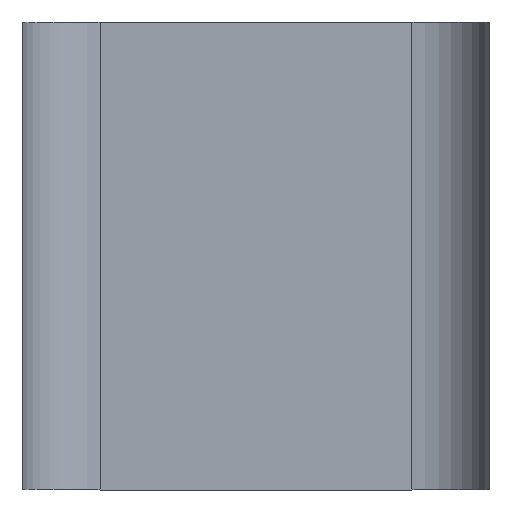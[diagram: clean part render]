
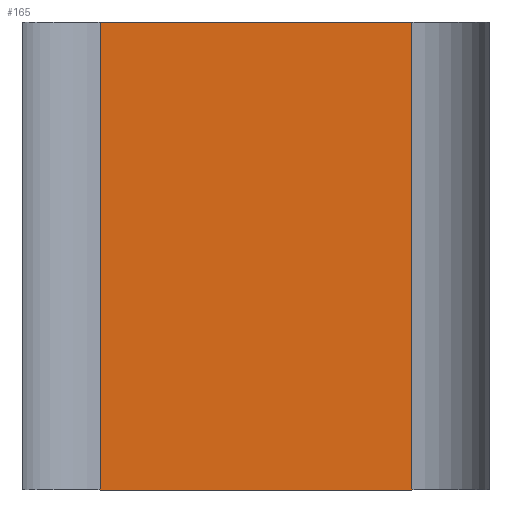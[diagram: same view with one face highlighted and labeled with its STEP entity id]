
A CAD part, top view. The second image highlights one B-rep face of the part: STEP entity #165.
In plain terms, the highlighted planar face has unit normal (0, 0, -1).
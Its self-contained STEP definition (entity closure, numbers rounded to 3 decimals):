
#60 = CYLINDRICAL_SURFACE('',#61,5.);
#61 = AXIS2_PLACEMENT_3D('',#62,#63,#64);
#62 = CARTESIAN_POINT('',(25.,5.,5.87));
#63 = DIRECTION('',(0.,-1.,0.));
#64 = DIRECTION('',(0.,0.,-1.));
#106 = VERTEX_POINT('',#107);
#107 = CARTESIAN_POINT('',(25.,-25.,0.87));
#122 = EDGE_CURVE('',#123,#106,#125,.T.);
#123 = VERTEX_POINT('',#124);
#124 = CARTESIAN_POINT('',(25.,5.,0.87));
#125 = SURFACE_CURVE('',#126,(#130,#137),.PCURVE_S1.);
#126 = LINE('',#127,#128);
#127 = CARTESIAN_POINT('',(25.,5.,0.87));
#128 = VECTOR('',#129,1.);
#129 = DIRECTION('',(0.,-1.,0.));
#130 = PCURVE('',#60,#131);
#131 = DEFINITIONAL_REPRESENTATION('',(#132),#136);
#132 = LINE('',#133,#134);
#133 = CARTESIAN_POINT('',(0.,0.));
#134 = VECTOR('',#135,1.);
#135 = DIRECTION('',(0.,1.));
#136 = ( GEOMETRIC_REPRESENTATION_CONTEXT(2) 
PARAMETRIC_REPRESENTATION_CONTEXT() REPRESENTATION_CONTEXT('2D SPACE',''
  ) );
#137 = PCURVE('',#138,#143);
#138 = PLANE('',#139);
#139 = AXIS2_PLACEMENT_3D('',#140,#141,#142);
#140 = CARTESIAN_POINT('',(31.786,5.,0.87));
#141 = DIRECTION('',(0.,0.,-1.));
#142 = DIRECTION('',(-1.,0.,0.));
#143 = DEFINITIONAL_REPRESENTATION('',(#144),#148);
#144 = LINE('',#145,#146);
#145 = CARTESIAN_POINT('',(6.786,0.));
#146 = VECTOR('',#147,1.);
#147 = DIRECTION('',(-0.,-1.));
#148 = ( GEOMETRIC_REPRESENTATION_CONTEXT(2) 
PARAMETRIC_REPRESENTATION_CONTEXT() REPRESENTATION_CONTEXT('2D SPACE',''
  ) );
#165 = ADVANCED_FACE('',(#166),#138,.T.);
#166 = FACE_BOUND('',#167,.T.);
#167 = EDGE_LOOP('',(#168,#184,#212,#226));
#168 = ORIENTED_EDGE('',*,*,#169,.F.);
#169 = EDGE_CURVE('',#170,#106,#172,.T.);
#170 = VERTEX_POINT('',#171);
#171 = CARTESIAN_POINT('',(5.,-25.,0.87));
#172 = SURFACE_CURVE('',#173,(#177),.PCURVE_S1.);
#173 = LINE('',#174,#175);
#174 = CARTESIAN_POINT('',(31.786,-25.,0.87));
#175 = VECTOR('',#176,1.);
#176 = DIRECTION('',(1.,0.,0.));
#177 = PCURVE('',#138,#178);
#178 = DEFINITIONAL_REPRESENTATION('',(#179),#183);
#179 = LINE('',#180,#181);
#180 = CARTESIAN_POINT('',(-0.,-30.));
#181 = VECTOR('',#182,1.);
#182 = DIRECTION('',(-1.,0.));
#183 = ( GEOMETRIC_REPRESENTATION_CONTEXT(2) 
PARAMETRIC_REPRESENTATION_CONTEXT() REPRESENTATION_CONTEXT('2D SPACE',''
  ) );
#184 = ORIENTED_EDGE('',*,*,#185,.F.);
#185 = EDGE_CURVE('',#186,#170,#188,.T.);
#186 = VERTEX_POINT('',#187);
#187 = CARTESIAN_POINT('',(5.,5.,0.87));
#188 = SURFACE_CURVE('',#189,(#193,#200),.PCURVE_S1.);
#189 = LINE('',#190,#191);
#190 = CARTESIAN_POINT('',(5.,5.,0.87));
#191 = VECTOR('',#192,1.);
#192 = DIRECTION('',(0.,-1.,0.));
#193 = PCURVE('',#138,#194);
#194 = DEFINITIONAL_REPRESENTATION('',(#195),#199);
#195 = LINE('',#196,#197);
#196 = CARTESIAN_POINT('',(26.786,0.));
#197 = VECTOR('',#198,1.);
#198 = DIRECTION('',(-0.,-1.));
#199 = ( GEOMETRIC_REPRESENTATION_CONTEXT(2) 
PARAMETRIC_REPRESENTATION_CONTEXT() REPRESENTATION_CONTEXT('2D SPACE',''
  ) );
#200 = PCURVE('',#201,#206);
#201 = CYLINDRICAL_SURFACE('',#202,5.);
#202 = AXIS2_PLACEMENT_3D('',#203,#204,#205);
#203 = CARTESIAN_POINT('',(5.,5.,5.87));
#204 = DIRECTION('',(0.,-1.,0.));
#205 = DIRECTION('',(0.,0.,-1.));
#206 = DEFINITIONAL_REPRESENTATION('',(#207),#211);
#207 = LINE('',#208,#209);
#208 = CARTESIAN_POINT('',(6.283,0.));
#209 = VECTOR('',#210,1.);
#210 = DIRECTION('',(0.,1.));
#211 = ( GEOMETRIC_REPRESENTATION_CONTEXT(2) 
PARAMETRIC_REPRESENTATION_CONTEXT() REPRESENTATION_CONTEXT('2D SPACE',''
  ) );
#212 = ORIENTED_EDGE('',*,*,#213,.T.);
#213 = EDGE_CURVE('',#186,#123,#214,.T.);
#214 = SURFACE_CURVE('',#215,(#219),.PCURVE_S1.);
#215 = LINE('',#216,#217);
#216 = CARTESIAN_POINT('',(31.786,5.,0.87));
#217 = VECTOR('',#218,1.);
#218 = DIRECTION('',(1.,0.,0.));
#219 = PCURVE('',#138,#220);
#220 = DEFINITIONAL_REPRESENTATION('',(#221),#225);
#221 = LINE('',#222,#223);
#222 = CARTESIAN_POINT('',(0.,0.));
#223 = VECTOR('',#224,1.);
#224 = DIRECTION('',(-1.,0.));
#225 = ( GEOMETRIC_REPRESENTATION_CONTEXT(2) 
PARAMETRIC_REPRESENTATION_CONTEXT() REPRESENTATION_CONTEXT('2D SPACE',''
  ) );
#226 = ORIENTED_EDGE('',*,*,#122,.T.);
